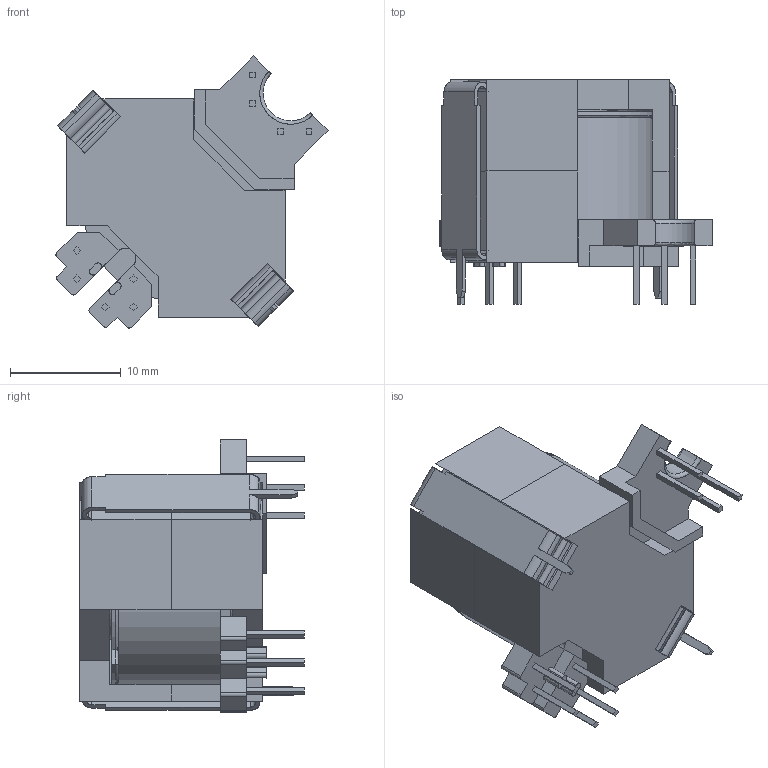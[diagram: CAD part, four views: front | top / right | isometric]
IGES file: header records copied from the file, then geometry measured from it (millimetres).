
Start section: SolidWorks IGES file using analytic representation for surfaces
Global section: file name: RM8_6836.IGS; native system: SolidWorks 2022; preprocessor: SolidWorks 2022; author: steve.waege; date: 221103.083256; units: millimetre
Bounding box: 24.55 x 20.25 x 24.55 mm (x, y, z)
Surface area: 5834.1 mm2 (no closed solid volume)
Topology: 0 solids, 0 shells, 266 faces, 2438 edges, 2438 vertices
Faces by surface type: bspline 193, revolution 73
